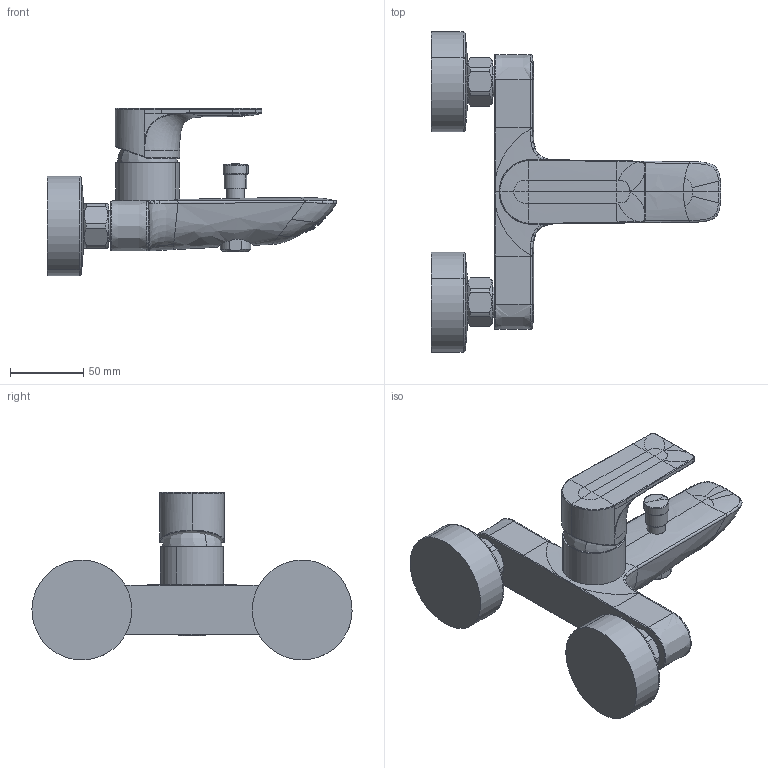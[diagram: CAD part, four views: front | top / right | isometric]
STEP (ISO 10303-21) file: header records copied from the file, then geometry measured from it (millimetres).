
FILE_DESCRIPTION(('CAx-IF Rec.Pracs.---Model Styling and Organization---1.2---2011-12-15','CAx-IF Rec.Pracs.---Geometric and Assembly Validation Properties---4.1---2014-06-16','CAx-IF Rec.Pracs.---PMI Polyline Presentation---2.0---2013-05-24'),'2;1');
FILE_NAME('1000153880_PPR_000.stp','2021-08-03T12:52:01+02:00',(''),(''),'STEP Interface 4.3 by CT CoreTechnologie','3D_Evolution4.3 by CT CoreTechnologie','');
FILE_SCHEMA(('AP203_CONFIGURATION_CONTROLLED_3D_DESIGN_OF_MECHANICAL_PARTS_AND_ASSEMBLIES_MIM_LF'));
Length unit declared in the file: millimetre
Products named in the file (14): P_2 HG Balance Cut Wannenmischer AP 1000153880_PPR_000_A1; P_2 GK_WAPM_Focus_Square 1000081018_PPA_000_A0; P_2 AP-Spannschraube Talis E 1000080864_PPA_000_A0; P_2 Kappe Metropol S 1000074560_PPA_000_A0; P_2 Griff M35 WUPM DUPM Balance Cut 1000153873_PPA_000_A0; P_2 HG Griffstopfen 1000084524_PPA_000_A0; P_2 Umstellventil UV20 1000081085_PPR_000_A1; P_2 Gehaeuseunterteil UV20 1000081086_PPA_000_A1; Sichthuelse UV20 1000013181_PPA_000_A2; P_2 Zugknopf UV20 1000107350_PPA_000_A0; P_2 AP-Schraubnippel 1000089527_PPA_000_A0; P_2 Überwurfmutter_G3_4 1000080866_PPA_000_A0; P_2 Wandrosette WAP_DAP 2001 chrom 1000085959_PPA_000_A0; P_2 SR_CS-M24x1_HC_C_dark_grey 1000154736_PPA_000_A0
Assembly tree (16 placements, depth 3):
  P_2 HG Balance Cut Wannenmischer AP 1000153880_PPR_000_A1
    P_2 GK_WAPM_Focus_Square 1000081018_PPA_000_A0
    P_2 AP-Spannschraube Talis E 1000080864_PPA_000_A0
    P_2 Kappe Metropol S 1000074560_PPA_000_A0
    P_2 Griff M35 WUPM DUPM Balance Cut 1000153873_PPA_000_A0
    P_2 HG Griffstopfen 1000084524_PPA_000_A0
    P_2 Umstellventil UV20 1000081085_PPR_000_A1
      P_2 Gehaeuseunterteil UV20 1000081086_PPA_000_A1
    Sichthuelse UV20 1000013181_PPA_000_A2
    P_2 Zugknopf UV20 1000107350_PPA_000_A0
    P_2 AP-Schraubnippel 1000089527_PPA_000_A0  x2
    P_2 Überwurfmutter_G3_4 1000080866_PPA_000_A0  x2
    P_2 Wandrosette WAP_DAP 2001 chrom 1000085959_PPA_000_A0  x2
    P_2 SR_CS-M24x1_HC_C_dark_grey 1000154736_PPA_000_A0
Bounding box: 197.09 x 217.98 x 114.29 mm (x, y, z)
Volume: 611082.6 mm3; surface area: 101955 mm2
Topology: 15 solids, 15 shells, 2473 faces, 6524 edges, 4106 vertices
Faces by surface type: bspline 1266, plane 859, cylinder 348
Entity records: 153571 total; most frequent: CARTESIAN_POINT 71414, ORIENTED_EDGE 12548, DIRECTION 11235, EDGE_CURVE 6274, AXIS2_PLACEMENT_3D 4113, VERTEX_POINT 3994, VECTOR 3009, LINE 3009
